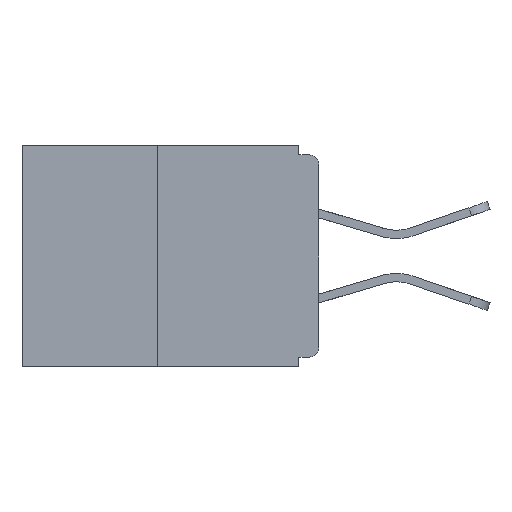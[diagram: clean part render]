
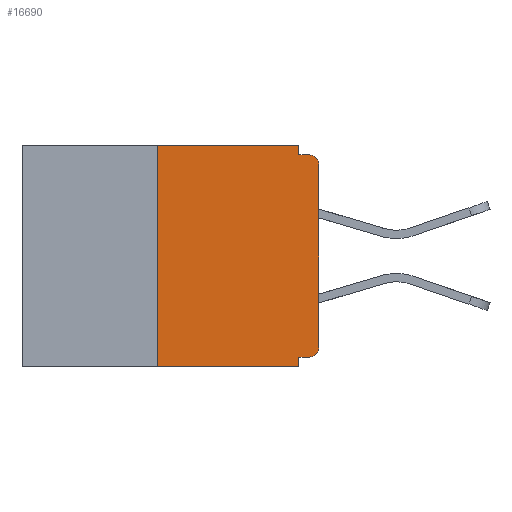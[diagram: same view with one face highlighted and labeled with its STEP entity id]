
A CAD part, left-side view. The second image highlights one B-rep face of the part: STEP entity #16690.
In plain terms, the highlighted planar face has unit normal (-1, 0, 0).
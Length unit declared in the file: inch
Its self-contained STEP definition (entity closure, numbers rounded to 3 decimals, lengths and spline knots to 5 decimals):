
#49 = AXIS2_PLACEMENT_3D ( 'NONE', #22730, #1137, #20571 ) ;
#912 = CIRCLE ( 'NONE', #7746, 0.015 ) ;
#1137 = DIRECTION ( 'NONE',  ( -1., 0., 0. ) ) ;
#1800 = CARTESIAN_POINT ( 'NONE',  ( 0., 0.46, 0. ) ) ;
#2100 = DIRECTION ( 'NONE',  ( 0., 0., 1. ) ) ;
#2192 = CARTESIAN_POINT ( 'NONE',  ( 0., 0.25, -0.343 ) ) ;
#2226 = CARTESIAN_POINT ( 'NONE',  ( 0., 0., -0.328 ) ) ;
#2326 = FACE_OUTER_BOUND ( 'NONE', #16559, .T. ) ;
#2447 = ORIENTED_EDGE ( 'NONE', *, *, #9138, .F. ) ;
#3004 = EDGE_CURVE ( 'NONE', #3116, #16474, #8283, .T. ) ;
#3116 = VERTEX_POINT ( 'NONE', #21874 ) ;
#3261 = ORIENTED_EDGE ( 'NONE', *, *, #24597, .F. ) ;
#3391 = EDGE_CURVE ( 'NONE', #26652, #23778, #8361, .T. ) ;
#3872 = CARTESIAN_POINT ( 'NONE',  ( 0., 0., -0.015 ) ) ;
#3897 = VERTEX_POINT ( 'NONE', #2192 ) ;
#3921 = ORIENTED_EDGE ( 'NONE', *, *, #3004, .F. ) ;
#4365 = VERTEX_POINT ( 'NONE', #23456 ) ;
#5705 = VECTOR ( 'NONE', #6648, 39.37008 ) ;
#6168 = EDGE_CURVE ( 'NONE', #4365, #7060, #912, .T. ) ;
#6648 = DIRECTION ( 'NONE',  ( 0., -1., 0. ) ) ;
#7060 = VERTEX_POINT ( 'NONE', #26617 ) ;
#7241 = ORIENTED_EDGE ( 'NONE', *, *, #6168, .T. ) ;
#7746 = AXIS2_PLACEMENT_3D ( 'NONE', #25881, #15132, #21596 ) ;
#8283 = LINE ( 'NONE', #3872, #17075 ) ;
#8361 = LINE ( 'NONE', #1800, #5705 ) ;
#8894 = CARTESIAN_POINT ( 'NONE',  ( 0., 0.46, 0. ) ) ;
#9032 = EDGE_CURVE ( 'NONE', #27374, #16474, #13286, .T. ) ;
#9138 = EDGE_CURVE ( 'NONE', #23778, #3116, #9975, .T. ) ;
#9872 = ORIENTED_EDGE ( 'NONE', *, *, #10973, .F. ) ;
#9975 = LINE ( 'NONE', #18991, #24247 ) ;
#10540 = DIRECTION ( 'NONE',  ( 0., 0., -1. ) ) ;
#10577 = CARTESIAN_POINT ( 'NONE',  ( 0., 0.031, -0.343 ) ) ;
#10926 = LINE ( 'NONE', #12661, #13937 ) ;
#10973 = EDGE_CURVE ( 'NONE', #20586, #12703, #22576, .T. ) ;
#11324 = LINE ( 'NONE', #24497, #13324 ) ;
#11344 = LINE ( 'NONE', #2226, #19530 ) ;
#11697 = CARTESIAN_POINT ( 'NONE',  ( 0., 0.031, 0. ) ) ;
#12661 = CARTESIAN_POINT ( 'NONE',  ( 0., 0., 0. ) ) ;
#12703 = VERTEX_POINT ( 'NONE', #10577 ) ;
#13103 = CARTESIAN_POINT ( 'NONE',  ( 0., 0.25, 0. ) ) ;
#13286 = CIRCLE ( 'NONE', #49, 0.015 ) ;
#13324 = VECTOR ( 'NONE', #13604, 39.37008 ) ;
#13597 = AXIS2_PLACEMENT_3D ( 'NONE', #8894, #15733, #17605 ) ;
#13604 = DIRECTION ( 'NONE',  ( 0., -1., 0. ) ) ;
#13682 = DIRECTION ( 'NONE',  ( 0., 0., -1. ) ) ;
#13739 = EDGE_CURVE ( 'NONE', #7060, #27374, #10926, .T. ) ;
#13937 = VECTOR ( 'NONE', #2100, 39.37008 ) ;
#14886 = CARTESIAN_POINT ( 'NONE',  ( 0., 0.015, -0.015 ) ) ;
#15132 = DIRECTION ( 'NONE',  ( -1., 0., 0. ) ) ;
#15147 = CARTESIAN_POINT ( 'NONE',  ( 0., 0.25, 0. ) ) ;
#15175 = PLANE ( 'NONE',  #13597 ) ;
#15240 = DIRECTION ( 'NONE',  ( 0., 0., 1. ) ) ;
#15733 = DIRECTION ( 'NONE',  ( 1., 0., 0. ) ) ;
#16474 = VERTEX_POINT ( 'NONE', #14886 ) ;
#16559 = EDGE_LOOP ( 'NONE', ( #24701, #21846, #23909, #9872, #3261, #7241, #22358, #17299, #3921, #2447 ) ) ;
#16690 = ADVANCED_FACE ( 'NONE', ( #2326 ), #15175, .F. ) ;
#16999 = DIRECTION ( 'NONE',  ( 0., -1., 0. ) ) ;
#17075 = VECTOR ( 'NONE', #16999, 39.37008 ) ;
#17299 = ORIENTED_EDGE ( 'NONE', *, *, #9032, .T. ) ;
#17605 = DIRECTION ( 'NONE',  ( 0., 0., -1. ) ) ;
#17745 = VECTOR ( 'NONE', #13682, 39.37008 ) ;
#17797 = EDGE_CURVE ( 'NONE', #3897, #26652, #24273, .T. ) ;
#18126 = CARTESIAN_POINT ( 'NONE',  ( 0., 0.031, -0.343 ) ) ;
#18991 = CARTESIAN_POINT ( 'NONE',  ( 0., 0.031, 0. ) ) ;
#19530 = VECTOR ( 'NONE', #20074, 39.37008 ) ;
#20074 = DIRECTION ( 'NONE',  ( 0., 1., 0. ) ) ;
#20499 = EDGE_CURVE ( 'NONE', #3897, #12703, #11324, .T. ) ;
#20571 = DIRECTION ( 'NONE',  ( 0., 0., -1. ) ) ;
#20586 = VERTEX_POINT ( 'NONE', #20899 ) ;
#20899 = CARTESIAN_POINT ( 'NONE',  ( 0., 0.031, -0.328 ) ) ;
#21596 = DIRECTION ( 'NONE',  ( 0., 0., -1. ) ) ;
#21846 = ORIENTED_EDGE ( 'NONE', *, *, #17797, .F. ) ;
#21874 = CARTESIAN_POINT ( 'NONE',  ( 0., 0.031, -0.015 ) ) ;
#22358 = ORIENTED_EDGE ( 'NONE', *, *, #13739, .T. ) ;
#22576 = LINE ( 'NONE', #18126, #17745 ) ;
#22730 = CARTESIAN_POINT ( 'NONE',  ( 0., 0.015, -0.03 ) ) ;
#23456 = CARTESIAN_POINT ( 'NONE',  ( 0., 0.015, -0.328 ) ) ;
#23778 = VERTEX_POINT ( 'NONE', #11697 ) ;
#23909 = ORIENTED_EDGE ( 'NONE', *, *, #20499, .T. ) ;
#24247 = VECTOR ( 'NONE', #10540, 39.37008 ) ;
#24273 = LINE ( 'NONE', #13103, #27394 ) ;
#24497 = CARTESIAN_POINT ( 'NONE',  ( 0., 0.46, -0.343 ) ) ;
#24597 = EDGE_CURVE ( 'NONE', #4365, #20586, #11344, .T. ) ;
#24701 = ORIENTED_EDGE ( 'NONE', *, *, #3391, .F. ) ;
#25881 = CARTESIAN_POINT ( 'NONE',  ( 0., 0.015, -0.313 ) ) ;
#26134 = CARTESIAN_POINT ( 'NONE',  ( 0., 0., -0.03 ) ) ;
#26617 = CARTESIAN_POINT ( 'NONE',  ( 0., 0., -0.313 ) ) ;
#26652 = VERTEX_POINT ( 'NONE', #15147 ) ;
#27374 = VERTEX_POINT ( 'NONE', #26134 ) ;
#27394 = VECTOR ( 'NONE', #15240, 39.37008 ) ;
